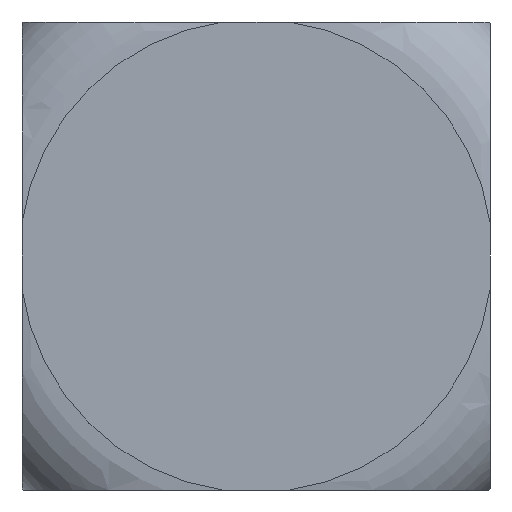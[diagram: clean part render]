
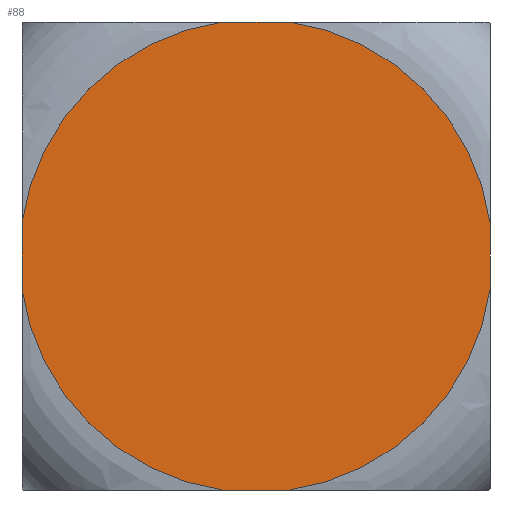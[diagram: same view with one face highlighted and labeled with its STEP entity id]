
A CAD part, left-side view. The second image highlights one B-rep face of the part: STEP entity #88.
In plain terms, the highlighted planar face has unit normal (-1, 0, 0).
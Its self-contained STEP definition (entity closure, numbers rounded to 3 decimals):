
#88 = ADVANCED_FACE( '', ( #130 ), #131, .T. );
#130 = FACE_OUTER_BOUND( '', #186, .T. );
#131 = PLANE( '', #187 );
#186 = EDGE_LOOP( '', ( #328, #329, #330, #331, #332, #333, #334, #335 ) );
#187 = AXIS2_PLACEMENT_3D( '', #336, #337, #338 );
#328 = ORIENTED_EDGE( '', *, *, #477, .T. );
#329 = ORIENTED_EDGE( '', *, *, #496, .T. );
#330 = ORIENTED_EDGE( '', *, *, #495, .T. );
#331 = ORIENTED_EDGE( '', *, *, #497, .T. );
#332 = ORIENTED_EDGE( '', *, *, #489, .T. );
#333 = ORIENTED_EDGE( '', *, *, #498, .T. );
#334 = ORIENTED_EDGE( '', *, *, #483, .T. );
#335 = ORIENTED_EDGE( '', *, *, #499, .T. );
#336 = CARTESIAN_POINT( '', ( 0., 5.555, 0. ) );
#337 = DIRECTION( '', ( -1., 0., 0. ) );
#338 = DIRECTION( '', ( 0., 1., 0. ) );
#477 = EDGE_CURVE( '', #568, #573, #575, .T. );
#483 = EDGE_CURVE( '', #577, #584, #586, .T. );
#489 = EDGE_CURVE( '', #588, #596, #598, .T. );
#495 = EDGE_CURVE( '', #600, #607, #609, .T. );
#496 = EDGE_CURVE( '', #573, #600, #610, .T. );
#497 = EDGE_CURVE( '', #607, #588, #611, .T. );
#498 = EDGE_CURVE( '', #596, #577, #612, .T. );
#499 = EDGE_CURVE( '', #584, #568, #613, .T. );
#568 = VERTEX_POINT( '', #695 );
#573 = VERTEX_POINT( '', #729 );
#575 = LINE( '', #758, #759 );
#577 = VERTEX_POINT( '', #761 );
#584 = VERTEX_POINT( '', #798 );
#586 = LINE( '', #827, #828 );
#588 = VERTEX_POINT( '', #830 );
#596 = VERTEX_POINT( '', #868 );
#598 = LINE( '', #897, #898 );
#600 = VERTEX_POINT( '', #900 );
#607 = VERTEX_POINT( '', #937 );
#609 = LINE( '', #966, #967 );
#610 = CIRCLE( '', #968, 11.11 );
#611 = CIRCLE( '', #969, 11.11 );
#612 = CIRCLE( '', #970, 11.11 );
#613 = CIRCLE( '', #971, 11.11 );
#695 = CARTESIAN_POINT( '', ( 0., -1.56, 11. ) );
#729 = CARTESIAN_POINT( '', ( 0., 1.56, 11. ) );
#758 = CARTESIAN_POINT( '', ( 0., 8.278, 11. ) );
#759 = VECTOR( '', #1057, 1. );
#761 = CARTESIAN_POINT( '', ( 0., -11., -1.56 ) );
#798 = CARTESIAN_POINT( '', ( 0., -11., 1.56 ) );
#827 = CARTESIAN_POINT( '', ( 0., -11., 5.5 ) );
#828 = VECTOR( '', #1061, 1. );
#830 = CARTESIAN_POINT( '', ( 0., 1.56, -11. ) );
#868 = CARTESIAN_POINT( '', ( 0., -1.56, -11. ) );
#897 = CARTESIAN_POINT( '', ( 0., -2.723, -11. ) );
#898 = VECTOR( '', #1065, 1. );
#900 = CARTESIAN_POINT( '', ( 0., 11., 1.56 ) );
#937 = CARTESIAN_POINT( '', ( 0., 11., -1.56 ) );
#966 = CARTESIAN_POINT( '', ( 0., 11., -5.5 ) );
#967 = VECTOR( '', #1069, 1. );
#968 = AXIS2_PLACEMENT_3D( '', #1070, #1071, #1072 );
#969 = AXIS2_PLACEMENT_3D( '', #1073, #1074, #1075 );
#970 = AXIS2_PLACEMENT_3D( '', #1076, #1077, #1078 );
#971 = AXIS2_PLACEMENT_3D( '', #1079, #1080, #1081 );
#1057 = DIRECTION( '', ( 0., 1., 0. ) );
#1061 = DIRECTION( '', ( 0., 0., 1. ) );
#1065 = DIRECTION( '', ( 0., -1., 0. ) );
#1069 = DIRECTION( '', ( 0., 0., -1. ) );
#1070 = CARTESIAN_POINT( '', ( 0., 0., 0. ) );
#1071 = DIRECTION( '', ( -1., 0., 0. ) );
#1072 = DIRECTION( '', ( 0., 1., 0. ) );
#1073 = CARTESIAN_POINT( '', ( 0., 0., 0. ) );
#1074 = DIRECTION( '', ( -1., 0., 0. ) );
#1075 = DIRECTION( '', ( 0., 1., 0. ) );
#1076 = CARTESIAN_POINT( '', ( 0., 0., 0. ) );
#1077 = DIRECTION( '', ( -1., 0., 0. ) );
#1078 = DIRECTION( '', ( 0., 1., 0. ) );
#1079 = CARTESIAN_POINT( '', ( 0., 0., 0. ) );
#1080 = DIRECTION( '', ( -1., 0., 0. ) );
#1081 = DIRECTION( '', ( 0., 1., 0. ) );
